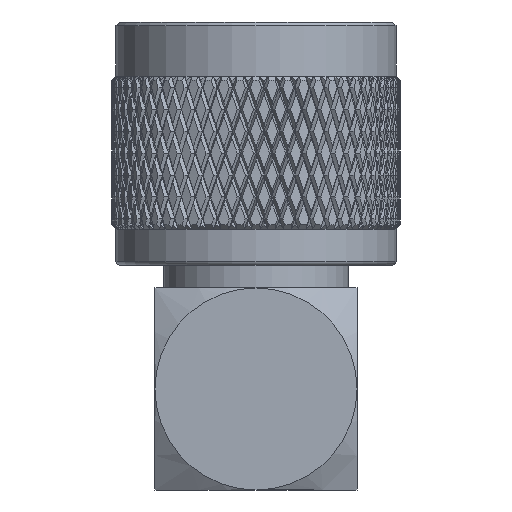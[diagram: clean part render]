
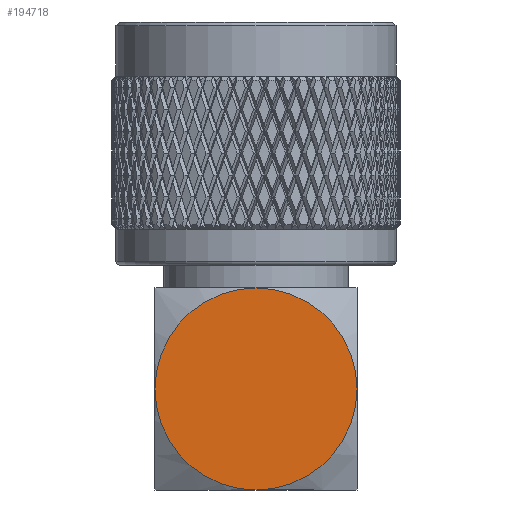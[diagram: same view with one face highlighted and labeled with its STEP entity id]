
A CAD part, left-side view. The second image highlights one B-rep face of the part: STEP entity #194718.
In plain terms, the highlighted face is planar.
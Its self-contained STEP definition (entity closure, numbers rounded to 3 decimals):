
#970 = VERTEX_POINT ( 'NONE', #159629 ) ;
#2071 = ORIENTED_EDGE ( 'NONE', *, *, #105565, .F. ) ;
#4984 = AXIS2_PLACEMENT_3D ( 'NONE', #117821, #71322, #70364 ) ;
#5863 = ORIENTED_EDGE ( 'NONE', *, *, #23903, .F. ) ;
#9170 = AXIS2_PLACEMENT_3D ( 'NONE', #125439, #140233, #186763 ) ;
#12046 = EDGE_CURVE ( 'NONE', #970, #80872, #90777, .T. ) ;
#23903 = EDGE_CURVE ( 'NONE', #108003, #970, #166987, .T. ) ;
#25555 = CARTESIAN_POINT ( 'NONE',  ( 9.842, -15.997, -7.112 ) ) ;
#32084 = DIRECTION ( 'NONE',  ( 0., 0., 1. ) ) ;
#37067 = AXIS2_PLACEMENT_3D ( 'NONE', #41290, #100717, #161959 ) ;
#41290 = CARTESIAN_POINT ( 'NONE',  ( 9.842, -15.997, -7.112 ) ) ;
#49321 = CARTESIAN_POINT ( 'NONE',  ( 2.73, -15.997, -7.112 ) ) ;
#54173 = ORIENTED_EDGE ( 'NONE', *, *, #192719, .T. ) ;
#56508 = VERTEX_POINT ( 'NONE', #98556 ) ;
#70364 = DIRECTION ( 'NONE',  ( 1., 0., 0. ) ) ;
#71322 = DIRECTION ( 'NONE',  ( 0., 0., 1. ) ) ;
#73949 = DIRECTION ( 'NONE',  ( -1., 0., 0. ) ) ;
#79856 = CARTESIAN_POINT ( 'NONE',  ( 16.954, -15.997, -7.112 ) ) ;
#80872 = VERTEX_POINT ( 'NONE', #79856 ) ;
#90777 = CIRCLE ( 'NONE', #37067, 7.112 ) ;
#92432 = DIRECTION ( 'NONE',  ( 1., 0., 0. ) ) ;
#93403 = FACE_OUTER_BOUND ( 'NONE', #146289, .T. ) ;
#98556 = CARTESIAN_POINT ( 'NONE',  ( 9.842, -8.885, -7.112 ) ) ;
#100717 = DIRECTION ( 'NONE',  ( 0., 0., 1. ) ) ;
#103695 = DIRECTION ( 'NONE',  ( 0., 0., -1. ) ) ;
#105565 = EDGE_CURVE ( 'NONE', #80872, #56508, #150166, .T. ) ;
#107281 = PLANE ( 'NONE',  #171727 ) ;
#108003 = VERTEX_POINT ( 'NONE', #49321 ) ;
#117821 = CARTESIAN_POINT ( 'NONE',  ( 9.842, -15.997, -7.112 ) ) ;
#117910 = CIRCLE ( 'NONE', #143112, 7.112 ) ;
#125439 = CARTESIAN_POINT ( 'NONE',  ( 9.842, -15.997, -7.112 ) ) ;
#140233 = DIRECTION ( 'NONE',  ( 0., 0., 1. ) ) ;
#143112 = AXIS2_PLACEMENT_3D ( 'NONE', #25555, #103695, #73949 ) ;
#146289 = EDGE_LOOP ( 'NONE', ( #2071, #153560, #5863, #54173 ) ) ;
#150166 = CIRCLE ( 'NONE', #4984, 7.112 ) ;
#153560 = ORIENTED_EDGE ( 'NONE', *, *, #12046, .F. ) ;
#159629 = CARTESIAN_POINT ( 'NONE',  ( 9.842, -23.109, -7.112 ) ) ;
#161959 = DIRECTION ( 'NONE',  ( 1., 0., 0. ) ) ;
#166987 = CIRCLE ( 'NONE', #9170, 7.112 ) ;
#167600 = CARTESIAN_POINT ( 'NONE',  ( 0., 0., -7.112 ) ) ;
#171727 = AXIS2_PLACEMENT_3D ( 'NONE', #167600, #32084, #92432 ) ;
#186763 = DIRECTION ( 'NONE',  ( 1., 0., 0. ) ) ;
#192719 = EDGE_CURVE ( 'NONE', #108003, #56508, #117910, .T. ) ;
#194718 = ADVANCED_FACE ( 'NONE', ( #93403 ), #107281, .F. ) ;
